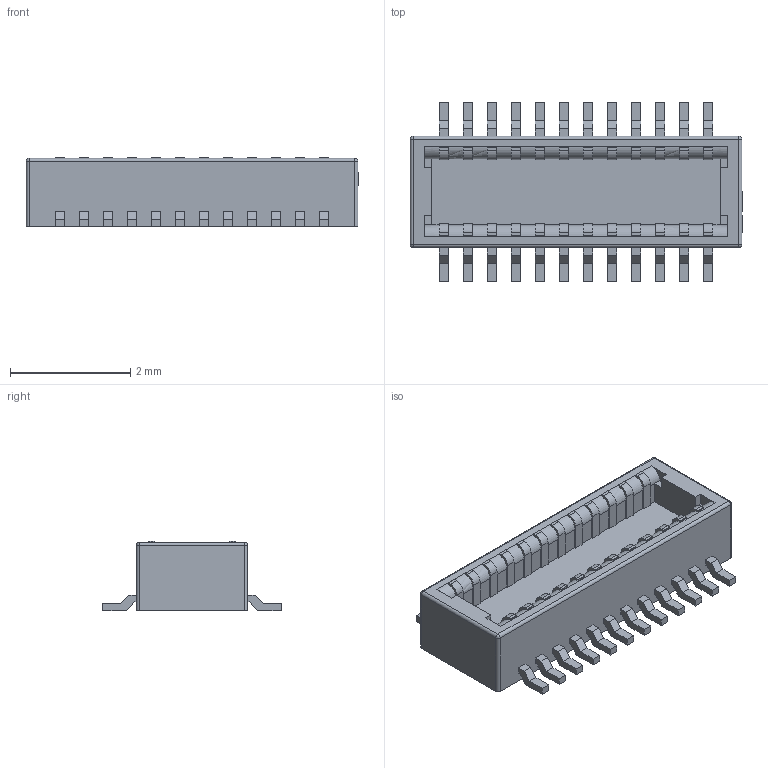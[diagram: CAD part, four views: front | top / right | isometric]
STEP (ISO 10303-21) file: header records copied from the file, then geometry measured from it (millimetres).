
FILE_DESCRIPTION (( 'STEP AP214' ), '1' );
FILE_NAME ('CONN-SMD_DF40C-20DP-0.4V.step', '2022-08-01T06:47:34', ( '' ), ( '' ), 'SwSTEP 2.0', 'SolidWorks 2020', '' );
FILE_SCHEMA (( 'AUTOMOTIVE_DESIGN' ));
Length unit declared in the file: millimetre
Products named in the file (1): CONN-SMD_DF40C-20DP-0.4V
Bounding box: 5.52 x 2.97 x 1.16 mm (x, y, z)
Volume: 8.9 mm3; surface area: 53.4 mm2
Topology: 14 solids, 14 shells, 712 faces, 1944 edges, 1288 vertices
Faces by surface type: plane 560, bspline 114, cylinder 34, sphere 4
Entity records: 31017 total; most frequent: CARTESIAN_POINT 6303, ORIENTED_EDGE 3880, DIRECTION 3022, EDGE_CURVE 1940, LINE 1592, VECTOR 1592, VERTEX_POINT 1288, EDGE_LOOP 756
